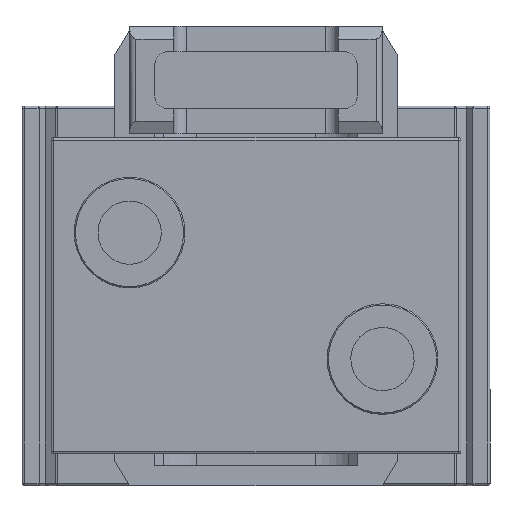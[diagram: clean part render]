
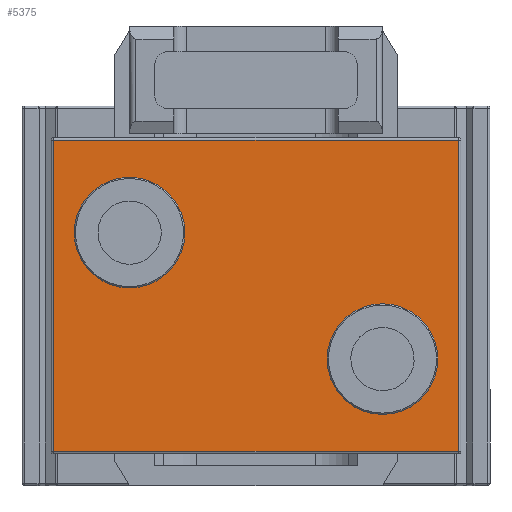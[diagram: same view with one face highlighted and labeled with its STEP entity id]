
A CAD part, front view. The second image highlights one B-rep face of the part: STEP entity #5375.
In plain terms, the highlighted planar face has unit normal (0, -1, 0).
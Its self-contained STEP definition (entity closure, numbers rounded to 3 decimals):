
#159=FACE_BOUND('',#1732,.T.);
#160=FACE_BOUND('',#1733,.T.);
#207=PLANE('',#5864);
#333=LINE('',#8307,#779);
#336=LINE('',#8325,#782);
#337=LINE('',#8327,#783);
#355=LINE('',#8375,#801);
#779=VECTOR('',#6522,10.);
#782=VECTOR('',#6543,10.);
#783=VECTOR('',#6546,10.);
#801=VECTOR('',#6606,10.);
#1393=FACE_OUTER_BOUND('',#1731,.T.);
#1731=EDGE_LOOP('',(#3795,#3796,#3797,#3798));
#1732=EDGE_LOOP('',(#3799));
#1733=EDGE_LOOP('',(#3800));
#2121=CIRCLE('',#5865,3.175);
#2122=CIRCLE('',#5866,3.175);
#2405=VERTEX_POINT('',#8286);
#2409=VERTEX_POINT('',#8294);
#2411=VERTEX_POINT('',#8300);
#2419=VERTEX_POINT('',#8320);
#2429=VERTEX_POINT('',#8378);
#2430=VERTEX_POINT('',#8380);
#2926=EDGE_CURVE('',#2411,#2405,#333,.T.);
#2935=EDGE_CURVE('',#2409,#2419,#336,.T.);
#2936=EDGE_CURVE('',#2419,#2411,#337,.T.);
#2963=EDGE_CURVE('',#2405,#2409,#355,.T.);
#2965=EDGE_CURVE('',#2429,#2429,#2121,.T.);
#2966=EDGE_CURVE('',#2430,#2430,#2122,.T.);
#3795=ORIENTED_EDGE('',*,*,#2935,.F.);
#3796=ORIENTED_EDGE('',*,*,#2963,.F.);
#3797=ORIENTED_EDGE('',*,*,#2926,.F.);
#3798=ORIENTED_EDGE('',*,*,#2936,.F.);
#3799=ORIENTED_EDGE('',*,*,#2965,.T.);
#3800=ORIENTED_EDGE('',*,*,#2966,.T.);
#5375=ADVANCED_FACE('',(#1393,#159,#160),#207,.T.);
#5864=AXIS2_PLACEMENT_3D('',#8377,#6608,#6609);
#5865=AXIS2_PLACEMENT_3D('',#8379,#6610,#6611);
#5866=AXIS2_PLACEMENT_3D('',#8381,#6612,#6613);
#6522=DIRECTION('',(0.,0.,-1.));
#6543=DIRECTION('',(0.,0.,1.));
#6546=DIRECTION('',(1.,0.,0.));
#6606=DIRECTION('',(-1.,0.,0.));
#6608=DIRECTION('center_axis',(0.,-1.,0.));
#6609=DIRECTION('ref_axis',(0.,0.,-1.));
#6610=DIRECTION('center_axis',(0.,1.,0.));
#6611=DIRECTION('ref_axis',(1.,0.,0.));
#6612=DIRECTION('center_axis',(0.,1.,0.));
#6613=DIRECTION('ref_axis',(1.,0.,0.));
#8286=CARTESIAN_POINT('',(-0.2,0.,0.2));
#8294=CARTESIAN_POINT('',(-32.2,0.,0.2));
#8300=CARTESIAN_POINT('',(-0.2,0.,24.8));
#8307=CARTESIAN_POINT('',(-0.2,0.,0.));
#8320=CARTESIAN_POINT('',(-32.2,0.,24.8));
#8325=CARTESIAN_POINT('',(-32.2,0.,0.));
#8327=CARTESIAN_POINT('',(-8.1,0.,24.8));
#8375=CARTESIAN_POINT('',(-8.1,0.,0.2));
#8377=CARTESIAN_POINT('Origin',(0.,0.,0.));
#8378=CARTESIAN_POINT('',(-23.025,0.,17.5));
#8379=CARTESIAN_POINT('Origin',(-26.2,0.,17.5));
#8380=CARTESIAN_POINT('',(-3.025,0.,7.5));
#8381=CARTESIAN_POINT('Origin',(-6.2,0.,7.5));
